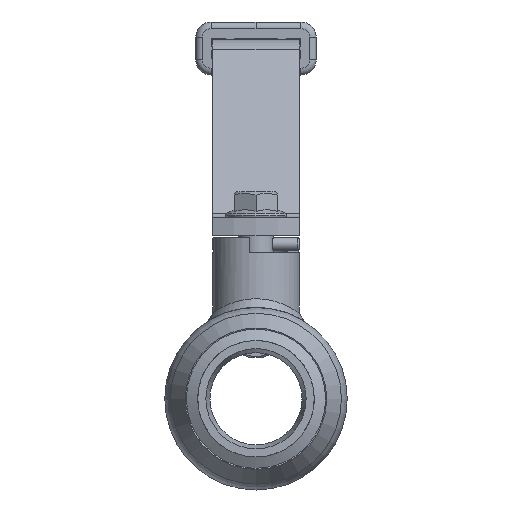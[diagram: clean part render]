
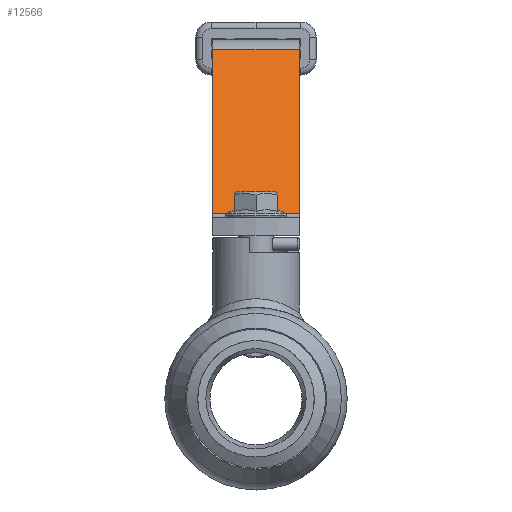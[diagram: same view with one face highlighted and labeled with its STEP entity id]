
A CAD part, front view. The second image highlights one B-rep face of the part: STEP entity #12566.
In plain terms, the highlighted planar face has unit normal (0, -0.699, 0.716).
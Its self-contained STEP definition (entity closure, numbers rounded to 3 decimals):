
#12166=CARTESIAN_POINT('',(-10.,16.537,5.138));
#12167=VERTEX_POINT('',#12166);
#12175=CARTESIAN_POINT('',(-10.,55.04,42.725));
#12176=VERTEX_POINT('',#12175);
#12177=CARTESIAN_POINT('',(-10.,55.04,42.725));
#12178=DIRECTION('',(-0.,-0.716,-0.699));
#12179=VECTOR('',#12178,53.808);
#12180=LINE('',#12177,#12179);
#12181=EDGE_CURVE('',#12176,#12167,#12180,.T.);
#12250=CARTESIAN_POINT('',(10.,55.04,42.725));
#12251=VERTEX_POINT('',#12250);
#12259=CARTESIAN_POINT('',(10.,16.537,5.138));
#12260=VERTEX_POINT('',#12259);
#12261=CARTESIAN_POINT('',(10.,55.04,42.725));
#12262=DIRECTION('',(-0.,-0.716,-0.699));
#12263=VECTOR('',#12262,53.808);
#12264=LINE('',#12261,#12263);
#12265=EDGE_CURVE('',#12251,#12260,#12264,.T.);
#12539=CARTESIAN_POINT('',(10.,55.04,42.725));
#12540=DIRECTION('',(-1.,0.,0.));
#12541=VECTOR('',#12540,20.);
#12542=LINE('',#12539,#12541);
#12543=EDGE_CURVE('',#12251,#12176,#12542,.T.);
#12550=CARTESIAN_POINT('',(10.,14.206,2.862));
#12551=DIRECTION('',(0.,0.699,-0.716));
#12552=DIRECTION('',(0.,0.716,0.699));
#12553=AXIS2_PLACEMENT_3D('',#12550,#12551,#12552);
#12554=PLANE('',#12553);
#12555=ORIENTED_EDGE('',*,*,#12181,.T.);
#12556=CARTESIAN_POINT('',(10.,16.537,5.138));
#12557=DIRECTION('',(-1.,0.,0.));
#12558=VECTOR('',#12557,20.);
#12559=LINE('',#12556,#12558);
#12560=EDGE_CURVE('',#12260,#12167,#12559,.T.);
#12561=ORIENTED_EDGE('',*,*,#12560,.F.);
#12562=ORIENTED_EDGE('',*,*,#12265,.F.);
#12563=ORIENTED_EDGE('',*,*,#12543,.T.);
#12564=EDGE_LOOP('',(#12555,#12561,#12562,#12563));
#12565=FACE_BOUND('',#12564,.T.);
#12566=ADVANCED_FACE('',(#12565),#12554,.F.);
